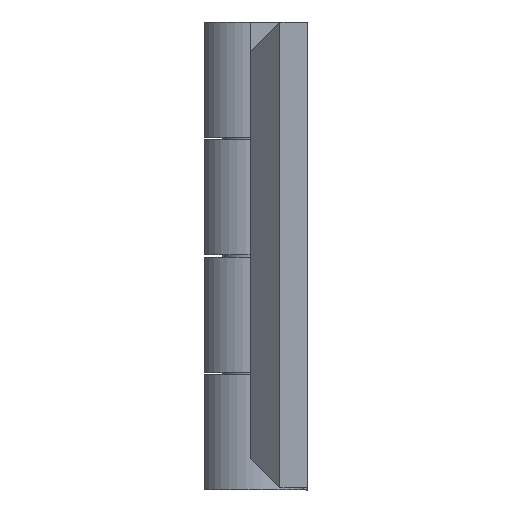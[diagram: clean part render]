
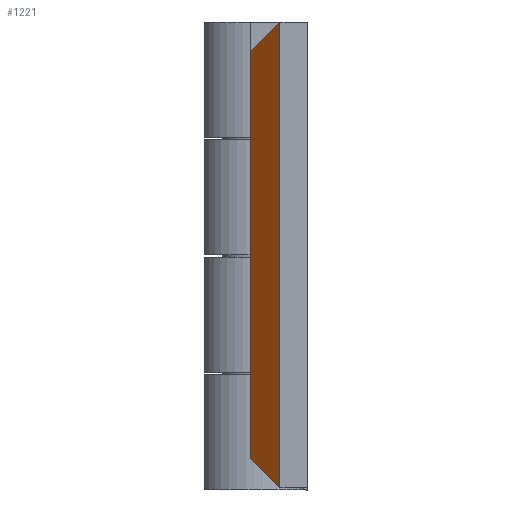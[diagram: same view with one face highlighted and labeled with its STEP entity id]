
A CAD part, left-side view. The second image highlights one B-rep face of the part: STEP entity #1221.
In plain terms, the highlighted planar face has unit normal (-0.707, 0.707, 0).
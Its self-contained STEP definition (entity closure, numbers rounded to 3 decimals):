
#176 = DIRECTION ( 'NONE',  ( 0., 0., 1. ) ) ;
#583 = ORIENTED_EDGE ( 'NONE', *, *, #5034, .F. ) ;
#707 = EDGE_LOOP ( 'NONE', ( #583, #751, #4570, #2605 ) ) ;
#751 = ORIENTED_EDGE ( 'NONE', *, *, #1767, .F. ) ;
#950 = VECTOR ( 'NONE', #5180, 1000. ) ;
#1112 = CARTESIAN_POINT ( 'NONE',  ( 1.389, 4.504, -5.101 ) ) ;
#1221 = ADVANCED_FACE ( 'NONE', ( #1401 ), #3504, .F. ) ;
#1401 = FACE_OUTER_BOUND ( 'NONE', #707, .T. ) ;
#1454 = DIRECTION ( 'NONE',  ( 0.577, 0.577, 0.577 ) ) ;
#1767 = EDGE_CURVE ( 'NONE', #6420, #5982, #6698, .T. ) ;
#2342 = VECTOR ( 'NONE', #176, 1000. ) ;
#2605 = ORIENTED_EDGE ( 'NONE', *, *, #4052, .F. ) ;
#2790 = CARTESIAN_POINT ( 'NONE',  ( -1.111, 2.004, 32.399 ) ) ;
#3018 = LINE ( 'NONE', #3667, #950 ) ;
#3432 = VERTEX_POINT ( 'NONE', #6319 ) ;
#3455 = VECTOR ( 'NONE', #4302, 1000. ) ;
#3504 = PLANE ( 'NONE',  #5952 ) ;
#3667 = CARTESIAN_POINT ( 'NONE',  ( 1.389, 4.504, 29.899 ) ) ;
#3784 = LINE ( 'NONE', #2790, #3455 ) ;
#3796 = LINE ( 'NONE', #4892, #2342 ) ;
#4052 = EDGE_CURVE ( 'NONE', #3432, #6471, #3018, .T. ) ;
#4302 = DIRECTION ( 'NONE',  ( 0., 0., 1. ) ) ;
#4337 = CARTESIAN_POINT ( 'NONE',  ( -1.111, 2.004, 32.399 ) ) ;
#4353 = VECTOR ( 'NONE', #1454, 1000. ) ;
#4570 = ORIENTED_EDGE ( 'NONE', *, *, #6502, .T. ) ;
#4892 = CARTESIAN_POINT ( 'NONE',  ( 1.389, 4.504, -7.801 ) ) ;
#5021 = DIRECTION ( 'NONE',  ( -0.707, -0.707, 0. ) ) ;
#5034 = EDGE_CURVE ( 'NONE', #5982, #3432, #3796, .T. ) ;
#5118 = CARTESIAN_POINT ( 'NONE',  ( 1.389, 4.504, -7.601 ) ) ;
#5180 = DIRECTION ( 'NONE',  ( -0.577, -0.577, 0.577 ) ) ;
#5338 = CARTESIAN_POINT ( 'NONE',  ( -1.111, 2.004, -7.601 ) ) ;
#5609 = DIRECTION ( 'NONE',  ( 0.707, -0.707, 0. ) ) ;
#5952 = AXIS2_PLACEMENT_3D ( 'NONE', #5118, #5609, #5021 ) ;
#5982 = VERTEX_POINT ( 'NONE', #1112 ) ;
#6182 = CARTESIAN_POINT ( 'NONE',  ( -1.111, 2.004, -7.601 ) ) ;
#6319 = CARTESIAN_POINT ( 'NONE',  ( 1.389, 4.504, 29.899 ) ) ;
#6420 = VERTEX_POINT ( 'NONE', #5338 ) ;
#6471 = VERTEX_POINT ( 'NONE', #4337 ) ;
#6502 = EDGE_CURVE ( 'NONE', #6420, #6471, #3784, .T. ) ;
#6698 = LINE ( 'NONE', #6182, #4353 ) ;
